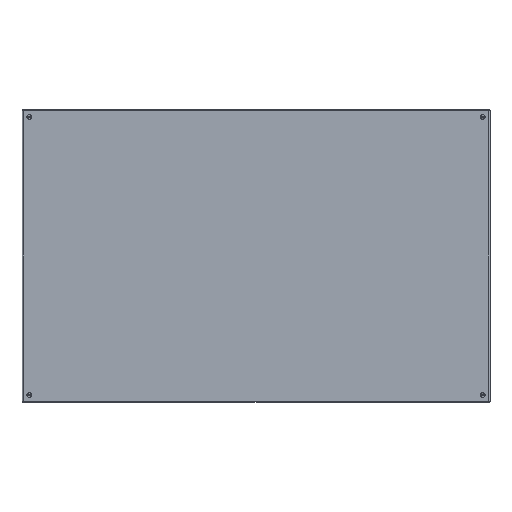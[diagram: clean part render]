
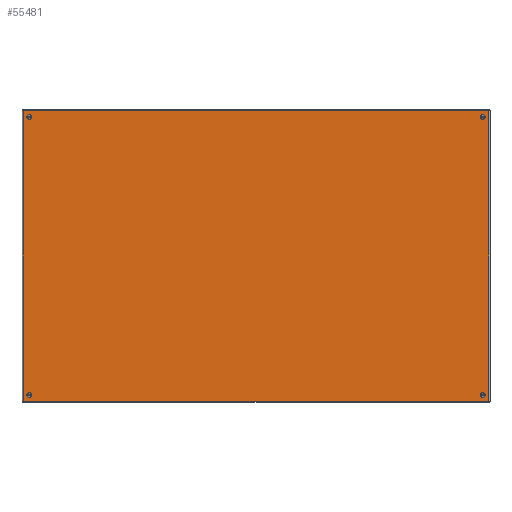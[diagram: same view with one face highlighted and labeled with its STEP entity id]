
A CAD part, left-side view. The second image highlights one B-rep face of the part: STEP entity #55481.
In plain terms, the highlighted face is planar.
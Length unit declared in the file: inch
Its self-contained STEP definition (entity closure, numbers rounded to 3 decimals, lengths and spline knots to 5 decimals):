
#806 = VECTOR ( 'NONE', #16348, 39.37008 ) ;
#3620 = EDGE_LOOP ( 'NONE', ( #19975, #25646 ) ) ;
#3833 = DIRECTION ( 'NONE',  ( 0., 0., 1. ) ) ;
#4366 = EDGE_CURVE ( 'NONE', #13283, #62655, #29301, .T. ) ;
#5120 = CARTESIAN_POINT ( 'NONE',  ( -14.892, 0., 0. ) ) ;
#6622 = CARTESIAN_POINT ( 'NONE',  ( -14.25, 0., -23. ) ) ;
#6767 = DIRECTION ( 'NONE',  ( 0., -1., 0. ) ) ;
#7162 = LINE ( 'NONE', #16695, #806 ) ;
#8537 = CARTESIAN_POINT ( 'NONE',  ( 14.25, 0., 23.25 ) ) ;
#8899 = DIRECTION ( 'NONE',  ( 0., 0., 1. ) ) ;
#11893 = FACE_BOUND ( 'NONE', #54253, .T. ) ;
#12024 = ORIENTED_EDGE ( 'NONE', *, *, #54377, .T. ) ;
#13283 = VERTEX_POINT ( 'NONE', #39843 ) ;
#15305 = VERTEX_POINT ( 'NONE', #55423 ) ;
#15689 = VERTEX_POINT ( 'NONE', #52595 ) ;
#16009 = DIRECTION ( 'NONE',  ( 0., 0., 1. ) ) ;
#16348 = DIRECTION ( 'NONE',  ( 1., 0., 0. ) ) ;
#16695 = CARTESIAN_POINT ( 'NONE',  ( 0., 0., 23.892 ) ) ;
#17544 = EDGE_CURVE ( 'NONE', #19244, #17948, #25354, .T. ) ;
#17899 = VERTEX_POINT ( 'NONE', #6622 ) ;
#17948 = VERTEX_POINT ( 'NONE', #58607 ) ;
#18770 = EDGE_CURVE ( 'NONE', #62655, #105014, #7162, .T. ) ;
#18895 = CARTESIAN_POINT ( 'NONE',  ( 14.892, 0., 0. ) ) ;
#19244 = VERTEX_POINT ( 'NONE', #103358 ) ;
#19305 = EDGE_CURVE ( 'NONE', #55196, #13283, #85618, .T. ) ;
#19975 = ORIENTED_EDGE ( 'NONE', *, *, #53547, .T. ) ;
#20371 = AXIS2_PLACEMENT_3D ( 'NONE', #96533, #24293, #48356 ) ;
#22395 = CARTESIAN_POINT ( 'NONE',  ( -14.25, 0., -23.25 ) ) ;
#22712 = VERTEX_POINT ( 'NONE', #75377 ) ;
#24153 = AXIS2_PLACEMENT_3D ( 'NONE', #51975, #100872, #91367 ) ;
#24293 = DIRECTION ( 'NONE',  ( 0., -1., 0. ) ) ;
#24508 = DIRECTION ( 'NONE',  ( 0., -1., 0. ) ) ;
#24640 = CIRCLE ( 'NONE', #20371, 0.25 ) ;
#25354 = CIRCLE ( 'NONE', #24153, 0.25 ) ;
#25646 = ORIENTED_EDGE ( 'NONE', *, *, #69889, .T. ) ;
#25910 = CARTESIAN_POINT ( 'NONE',  ( -14.25, 0., -23.25 ) ) ;
#26027 = DIRECTION ( 'NONE',  ( 0., -1., 0. ) ) ;
#28758 = CARTESIAN_POINT ( 'NONE',  ( 14.892, 0., 23.892 ) ) ;
#29301 = LINE ( 'NONE', #5120, #69844 ) ;
#29979 = CIRCLE ( 'NONE', #46603, 0.25 ) ;
#30767 = CARTESIAN_POINT ( 'NONE',  ( -14.892, 0., 23.892 ) ) ;
#31794 = EDGE_LOOP ( 'NONE', ( #12024, #69333 ) ) ;
#33810 = ORIENTED_EDGE ( 'NONE', *, *, #96014, .T. ) ;
#34120 = ORIENTED_EDGE ( 'NONE', *, *, #63687, .T. ) ;
#34966 = AXIS2_PLACEMENT_3D ( 'NONE', #53962, #61042, #77764 ) ;
#35827 = CARTESIAN_POINT ( 'NONE',  ( 14.25, 0., 23.25 ) ) ;
#36103 = CARTESIAN_POINT ( 'NONE',  ( 14.25, 0., -23. ) ) ;
#37415 = PLANE ( 'NONE',  #34966 ) ;
#38937 = DIRECTION ( 'NONE',  ( -1., 0., 0. ) ) ;
#39843 = CARTESIAN_POINT ( 'NONE',  ( -14.892, 0., -23.892 ) ) ;
#39863 = FACE_BOUND ( 'NONE', #63074, .T. ) ;
#40438 = EDGE_LOOP ( 'NONE', ( #82569, #76918, #43350, #74570 ) ) ;
#40446 = DIRECTION ( 'NONE',  ( 0., 0., 1. ) ) ;
#41411 = CARTESIAN_POINT ( 'NONE',  ( 14.25, 0., -23.5 ) ) ;
#43350 = ORIENTED_EDGE ( 'NONE', *, *, #19305, .T. ) ;
#43588 = DIRECTION ( 'NONE',  ( 0., -1., 0. ) ) ;
#45425 = DIRECTION ( 'NONE',  ( 0., 0., -1. ) ) ;
#45858 = DIRECTION ( 'NONE',  ( 0., 0., 1. ) ) ;
#46603 = AXIS2_PLACEMENT_3D ( 'NONE', #75586, #26027, #74891 ) ;
#48356 = DIRECTION ( 'NONE',  ( 0., 0., 1. ) ) ;
#48854 = CIRCLE ( 'NONE', #59941, 0.25 ) ;
#50112 = CIRCLE ( 'NONE', #104285, 0.25 ) ;
#50510 = VERTEX_POINT ( 'NONE', #36103 ) ;
#50645 = DIRECTION ( 'NONE',  ( 0., -1., 0. ) ) ;
#51975 = CARTESIAN_POINT ( 'NONE',  ( -14.25, 0., 23.25 ) ) ;
#52381 = FACE_OUTER_BOUND ( 'NONE', #40438, .T. ) ;
#52595 = CARTESIAN_POINT ( 'NONE',  ( -14.25, 0., -23.5 ) ) ;
#53547 = EDGE_CURVE ( 'NONE', #50510, #68900, #87930, .T. ) ;
#53962 = CARTESIAN_POINT ( 'NONE',  ( 0., 0., 0. ) ) ;
#54253 = EDGE_LOOP ( 'NONE', ( #34120, #33810 ) ) ;
#54377 = EDGE_CURVE ( 'NONE', #17899, #15689, #65486, .T. ) ;
#55196 = VERTEX_POINT ( 'NONE', #104368 ) ;
#55423 = CARTESIAN_POINT ( 'NONE',  ( 14.25, 0., 23. ) ) ;
#55481 = ADVANCED_FACE ( 'NONE', ( #52381, #11893, #79080, #39863, #75299 ), #37415, .T. ) ;
#56475 = CIRCLE ( 'NONE', #78562, 0.25 ) ;
#58607 = CARTESIAN_POINT ( 'NONE',  ( -14.25, 0., 23.5 ) ) ;
#59941 = AXIS2_PLACEMENT_3D ( 'NONE', #35827, #43588, #3833 ) ;
#61042 = DIRECTION ( 'NONE',  ( 0., 1., 0. ) ) ;
#62655 = VERTEX_POINT ( 'NONE', #30767 ) ;
#62807 = DIRECTION ( 'NONE',  ( 0., 0., 1. ) ) ;
#63074 = EDGE_LOOP ( 'NONE', ( #86791, #70479 ) ) ;
#63687 = EDGE_CURVE ( 'NONE', #22712, #15305, #56475, .T. ) ;
#63920 = EDGE_CURVE ( 'NONE', #15689, #17899, #50112, .T. ) ;
#65264 = VECTOR ( 'NONE', #38937, 39.37008 ) ;
#65486 = CIRCLE ( 'NONE', #68757, 0.25 ) ;
#65959 = EDGE_CURVE ( 'NONE', #17948, #19244, #24640, .T. ) ;
#68757 = AXIS2_PLACEMENT_3D ( 'NONE', #22395, #6767, #40446 ) ;
#68900 = VERTEX_POINT ( 'NONE', #41411 ) ;
#69333 = ORIENTED_EDGE ( 'NONE', *, *, #63920, .T. ) ;
#69844 = VECTOR ( 'NONE', #62807, 39.37008 ) ;
#69889 = EDGE_CURVE ( 'NONE', #68900, #50510, #29979, .T. ) ;
#70291 = DIRECTION ( 'NONE',  ( 0., -1., 0. ) ) ;
#70479 = ORIENTED_EDGE ( 'NONE', *, *, #17544, .T. ) ;
#71114 = LINE ( 'NONE', #18895, #90123 ) ;
#74570 = ORIENTED_EDGE ( 'NONE', *, *, #4366, .T. ) ;
#74891 = DIRECTION ( 'NONE',  ( 0., 0., 1. ) ) ;
#75299 = FACE_BOUND ( 'NONE', #31794, .T. ) ;
#75377 = CARTESIAN_POINT ( 'NONE',  ( 14.25, 0., 23.5 ) ) ;
#75586 = CARTESIAN_POINT ( 'NONE',  ( 14.25, 0., -23.25 ) ) ;
#76918 = ORIENTED_EDGE ( 'NONE', *, *, #98346, .T. ) ;
#77764 = DIRECTION ( 'NONE',  ( 0., 0., 1. ) ) ;
#78562 = AXIS2_PLACEMENT_3D ( 'NONE', #8537, #24508, #16009 ) ;
#79080 = FACE_BOUND ( 'NONE', #3620, .T. ) ;
#82569 = ORIENTED_EDGE ( 'NONE', *, *, #18770, .T. ) ;
#85618 = LINE ( 'NONE', #87405, #65264 ) ;
#86791 = ORIENTED_EDGE ( 'NONE', *, *, #65959, .T. ) ;
#87405 = CARTESIAN_POINT ( 'NONE',  ( 0., 0., -23.892 ) ) ;
#87930 = CIRCLE ( 'NONE', #100538, 0.25 ) ;
#90123 = VECTOR ( 'NONE', #45425, 39.37008 ) ;
#91367 = DIRECTION ( 'NONE',  ( 0., 0., 1. ) ) ;
#96014 = EDGE_CURVE ( 'NONE', #15305, #22712, #48854, .T. ) ;
#96533 = CARTESIAN_POINT ( 'NONE',  ( -14.25, 0., 23.25 ) ) ;
#98346 = EDGE_CURVE ( 'NONE', #105014, #55196, #71114, .T. ) ;
#100538 = AXIS2_PLACEMENT_3D ( 'NONE', #102836, #70291, #45858 ) ;
#100872 = DIRECTION ( 'NONE',  ( 0., -1., 0. ) ) ;
#102836 = CARTESIAN_POINT ( 'NONE',  ( 14.25, 0., -23.25 ) ) ;
#103358 = CARTESIAN_POINT ( 'NONE',  ( -14.25, 0., 23. ) ) ;
#104285 = AXIS2_PLACEMENT_3D ( 'NONE', #25910, #50645, #8899 ) ;
#104368 = CARTESIAN_POINT ( 'NONE',  ( 14.892, 0., -23.892 ) ) ;
#105014 = VERTEX_POINT ( 'NONE', #28758 ) ;
